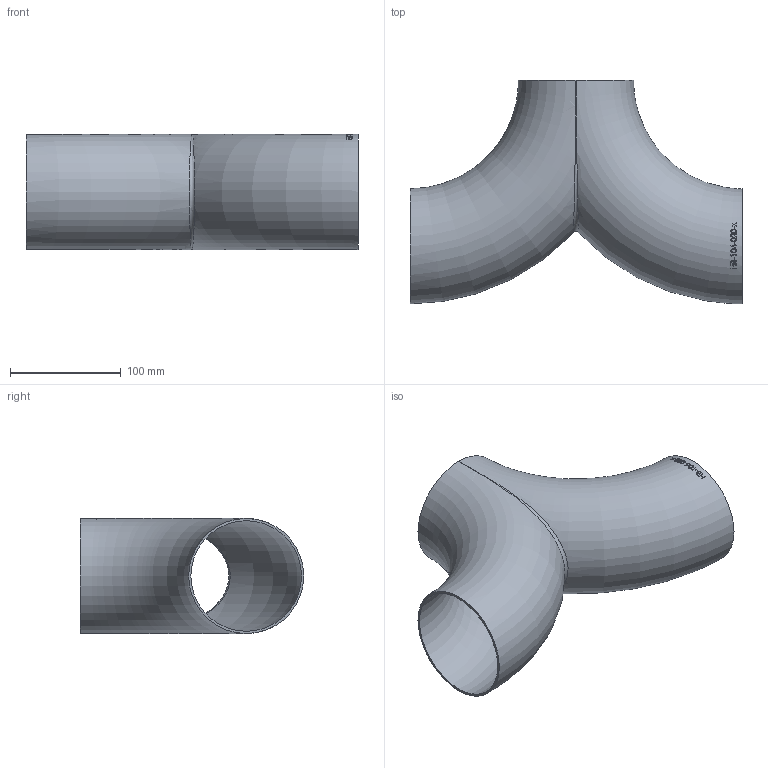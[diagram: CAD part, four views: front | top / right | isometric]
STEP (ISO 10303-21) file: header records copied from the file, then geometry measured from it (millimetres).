
FILE_DESCRIPTION (( 'STEP AP214' ), '1' );
FILE_NAME ('HB-104-020-x Hosenbogen 1909.STEP', '2019-09-17T12:36:20', ( '' ), ( '' ), 'SwSTEP 2.0', 'SolidWorks 2016', '' );
FILE_SCHEMA (( 'AUTOMOTIVE_DESIGN' ));
Length unit declared in the file: millimetre
Products named in the file (1): HB-104-020-x Hosenbogen 1909
Bounding box: 300 x 202 x 104 mm (x, y, z)
Volume: 233037.4 mm3; surface area: 235020.6 mm2
Topology: 1 solids, 1 shells, 139 faces, 359 edges, 235 vertices
Faces by surface type: plane 73, bspline 44, torus 22
Entity records: 8917 total; most frequent: CARTESIAN_POINT 4718, ORIENTED_EDGE 696, EDGE_CURVE 348, DIRECTION 320, VERTEX_POINT 232, B_SPLINE_CURVE_WITH_KNOTS 228, EDGE_LOOP 164, FACE_OUTER_BOUND 143
